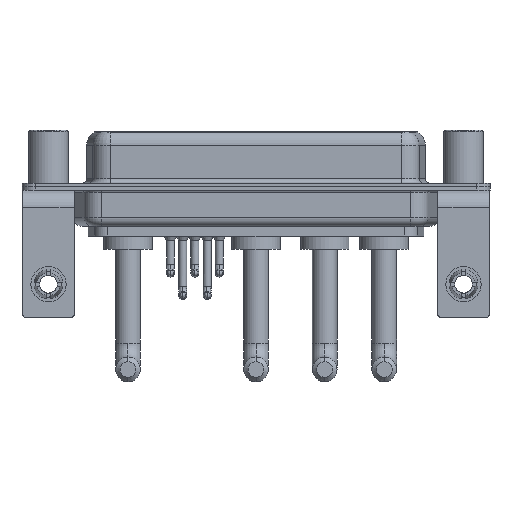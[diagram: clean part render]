
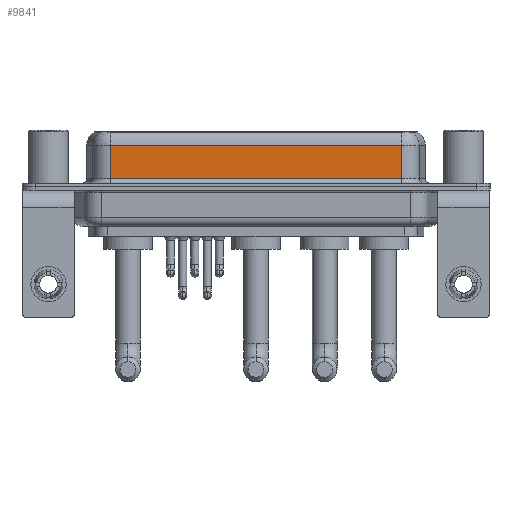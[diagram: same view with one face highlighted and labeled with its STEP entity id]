
A CAD part, front view. The second image highlights one B-rep face of the part: STEP entity #9841.
In plain terms, the highlighted planar face has unit normal (0, -1, 0).
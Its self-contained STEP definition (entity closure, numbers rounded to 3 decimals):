
#177 = CARTESIAN_POINT ( 'NONE',  ( 40.037, -3.95, 0.9 ) ) ;
#843 = CARTESIAN_POINT ( 'NONE',  ( 40.037, -3.95, 0.9 ) ) ;
#865 = CARTESIAN_POINT ( 'NONE',  ( 40.037, -3.95, 6.4 ) ) ;
#1459 = EDGE_CURVE ( 'NONE', #10663, #13255, #8954, .T. ) ;
#1513 = VERTEX_POINT ( 'NONE', #2219 ) ;
#1864 = ORIENTED_EDGE ( 'NONE', *, *, #17440, .T. ) ;
#1999 = CARTESIAN_POINT ( 'NONE',  ( 40.037, -3.95, 4.65 ) ) ;
#2219 = CARTESIAN_POINT ( 'NONE',  ( 7.013, -3.95, 4.65 ) ) ;
#2375 = VECTOR ( 'NONE', #13733, 1000. ) ;
#2752 = LINE ( 'NONE', #865, #11314 ) ;
#3433 = EDGE_CURVE ( 'NONE', #19225, #1513, #17088, .T. ) ;
#3991 = DIRECTION ( 'NONE',  ( 0., 1., 0. ) ) ;
#4099 = DIRECTION ( 'NONE',  ( 1., 0., 0. ) ) ;
#4329 = ORIENTED_EDGE ( 'NONE', *, *, #1459, .T. ) ;
#5310 = ORIENTED_EDGE ( 'NONE', *, *, #3433, .T. ) ;
#6050 = CARTESIAN_POINT ( 'NONE',  ( 40.037, -3.95, 4.65 ) ) ;
#7163 = EDGE_CURVE ( 'NONE', #19225, #13255, #2752, .T. ) ;
#7373 = CARTESIAN_POINT ( 'NONE',  ( 40.037, -3.95, 6.4 ) ) ;
#7403 = LINE ( 'NONE', #15610, #2375 ) ;
#8660 = CARTESIAN_POINT ( 'NONE',  ( 7.013, -3.95, 0.9 ) ) ;
#8954 = LINE ( 'NONE', #843, #16747 ) ;
#9235 = AXIS2_PLACEMENT_3D ( 'NONE', #7373, #3991, #13597 ) ;
#9841 = ADVANCED_FACE ( 'NONE', ( #18213 ), #13084, .F. ) ;
#10478 = ORIENTED_EDGE ( 'NONE', *, *, #7163, .F. ) ;
#10663 = VERTEX_POINT ( 'NONE', #8660 ) ;
#11314 = VECTOR ( 'NONE', #13622, 1000. ) ;
#12374 = DIRECTION ( 'NONE',  ( -1., 0., 0. ) ) ;
#13084 = PLANE ( 'NONE',  #9235 ) ;
#13255 = VERTEX_POINT ( 'NONE', #177 ) ;
#13597 = DIRECTION ( 'NONE',  ( 0., 0., 1. ) ) ;
#13622 = DIRECTION ( 'NONE',  ( 0., 0., -1. ) ) ;
#13733 = DIRECTION ( 'NONE',  ( 0., 0., -1. ) ) ;
#15610 = CARTESIAN_POINT ( 'NONE',  ( 7.013, -3.95, 6.4 ) ) ;
#16747 = VECTOR ( 'NONE', #4099, 1000. ) ;
#16840 = VECTOR ( 'NONE', #12374, 1000. ) ;
#17088 = LINE ( 'NONE', #6050, #16840 ) ;
#17440 = EDGE_CURVE ( 'NONE', #1513, #10663, #7403, .T. ) ;
#18213 = FACE_OUTER_BOUND ( 'NONE', #18413, .T. ) ;
#18413 = EDGE_LOOP ( 'NONE', ( #10478, #5310, #1864, #4329 ) ) ;
#19225 = VERTEX_POINT ( 'NONE', #1999 ) ;
